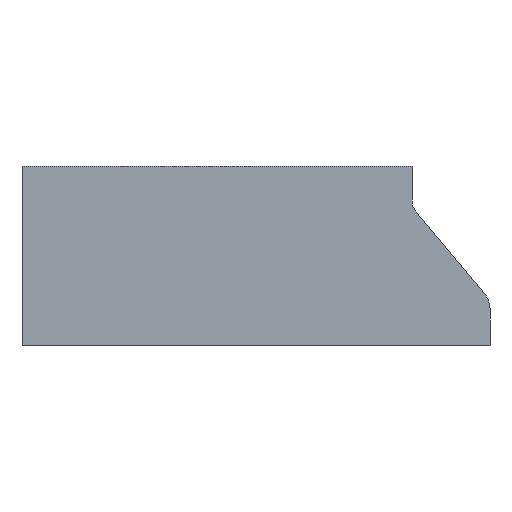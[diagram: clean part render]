
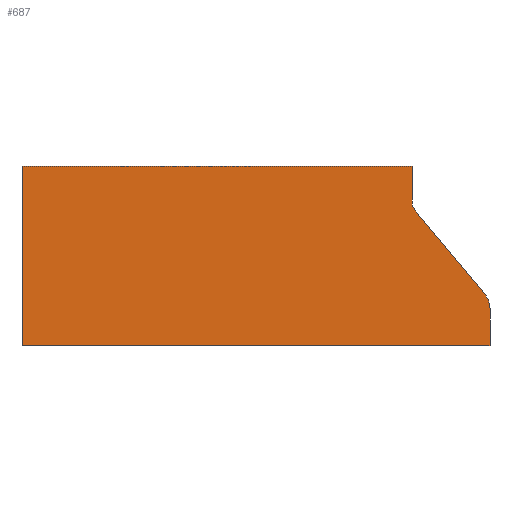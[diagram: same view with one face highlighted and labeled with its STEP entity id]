
A CAD part, front view. The second image highlights one B-rep face of the part: STEP entity #687.
In plain terms, the highlighted planar face has unit normal (0, -1, 0).
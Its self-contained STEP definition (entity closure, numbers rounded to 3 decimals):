
#33 = AXIS2_PLACEMENT_3D ( 'NONE', #1144, #1142, #1128 ) ;
#34 = AXIS2_PLACEMENT_3D ( 'NONE', #1060, #1010, #1009 ) ;
#61 = EDGE_CURVE ( 'NONE', #148, #142, #344, .T. ) ;
#142 = VERTEX_POINT ( 'NONE', #1240 ) ;
#144 = VERTEX_POINT ( 'NONE', #1300 ) ;
#148 = VERTEX_POINT ( 'NONE', #1305 ) ;
#152 = VERTEX_POINT ( 'NONE', #1400 ) ;
#153 = VERTEX_POINT ( 'NONE', #1433 ) ;
#191 = VERTEX_POINT ( 'NONE', #1341 ) ;
#196 = VERTEX_POINT ( 'NONE', #1410 ) ;
#199 = VERTEX_POINT ( 'NONE', #1413 ) ;
#253 = EDGE_LOOP ( 'NONE', ( #1648, #1647, #1646, #1645, #1644, #1643, #1642, #1641 ) ) ;
#344 = LINE ( 'NONE', #1233, #349 ) ;
#349 = VECTOR ( 'NONE', #1431, 1000. ) ;
#405 = FACE_OUTER_BOUND ( 'NONE', #253, .T. ) ;
#466 = LINE ( 'NONE', #1072, #469 ) ;
#469 = VECTOR ( 'NONE', #1034, 1000. ) ;
#472 = LINE ( 'NONE', #1054, #475 ) ;
#475 = VECTOR ( 'NONE', #1053, 1000. ) ;
#484 = LINE ( 'NONE', #1051, #491 ) ;
#491 = VECTOR ( 'NONE', #1141, 1000. ) ;
#492 = LINE ( 'NONE', #988, #495 ) ;
#495 = VECTOR ( 'NONE', #990, 1000. ) ;
#502 = CIRCLE ( 'NONE', #34, 20. ) ;
#509 = CIRCLE ( 'NONE', #33, 30. ) ;
#541 = LINE ( 'NONE', #1028, #546 ) ;
#546 = VECTOR ( 'NONE', #1125, 1000. ) ;
#687 = ADVANCED_FACE ( 'NONE', ( #405 ), #1223, .F. ) ;
#824 = AXIS2_PLACEMENT_3D ( 'NONE', #1225, #1219, #1218 ) ;
#828 = EDGE_CURVE ( 'NONE', #144, #153, #466, .T. ) ;
#831 = EDGE_CURVE ( 'NONE', #148, #196, #472, .T. ) ;
#839 = EDGE_CURVE ( 'NONE', #196, #144, #484, .T. ) ;
#988 = CARTESIAN_POINT ( 'NONE',  ( 754.636, 0., -57.304 ) ) ;
#990 = DIRECTION ( 'NONE',  ( -0.64, 0., 0.768 ) ) ;
#1009 = DIRECTION ( 'NONE',  ( 0., 0., 1. ) ) ;
#1010 = DIRECTION ( 'NONE',  ( 0., 1., 0. ) ) ;
#1028 = CARTESIAN_POINT ( 'NONE',  ( 750., 0., 0. ) ) ;
#1034 = DIRECTION ( 'NONE',  ( 1., 0., 0. ) ) ;
#1051 = CARTESIAN_POINT ( 'NONE',  ( 250., 0., 0. ) ) ;
#1053 = DIRECTION ( 'NONE',  ( -1., 0., 0. ) ) ;
#1054 = CARTESIAN_POINT ( 'NONE',  ( -350., 0., -230. ) ) ;
#1060 = CARTESIAN_POINT ( 'NONE',  ( 770., 0., -44.501 ) ) ;
#1072 = CARTESIAN_POINT ( 'NONE',  ( -250., 0., 0. ) ) ;
#1125 = DIRECTION ( 'NONE',  ( 0., 0., 1. ) ) ;
#1128 = DIRECTION ( 'NONE',  ( 0., 0., 1. ) ) ;
#1141 = DIRECTION ( 'NONE',  ( 0., 0., 1. ) ) ;
#1142 = DIRECTION ( 'NONE',  ( 0., -1., 0. ) ) ;
#1144 = CARTESIAN_POINT ( 'NONE',  ( 820., 0., -182.603 ) ) ;
#1185 = EDGE_CURVE ( 'NONE', #191, #199, #492, .T. ) ;
#1191 = EDGE_CURVE ( 'NONE', #199, #152, #502, .T. ) ;
#1196 = EDGE_CURVE ( 'NONE', #142, #191, #509, .T. ) ;
#1218 = DIRECTION ( 'NONE',  ( 0., 0., 1. ) ) ;
#1219 = DIRECTION ( 'NONE',  ( 0., 1., 0. ) ) ;
#1223 = PLANE ( 'NONE',  #824 ) ;
#1225 = CARTESIAN_POINT ( 'NONE',  ( -270., 0., -44.501 ) ) ;
#1233 = CARTESIAN_POINT ( 'NONE',  ( 850., 0., -182.603 ) ) ;
#1240 = CARTESIAN_POINT ( 'NONE',  ( 850., 0., -182.603 ) ) ;
#1300 = CARTESIAN_POINT ( 'NONE',  ( 250., 0., 0. ) ) ;
#1305 = CARTESIAN_POINT ( 'NONE',  ( 850., 0., -230. ) ) ;
#1341 = CARTESIAN_POINT ( 'NONE',  ( 843.047, 0., -163.398 ) ) ;
#1400 = CARTESIAN_POINT ( 'NONE',  ( 750., 0., -44.501 ) ) ;
#1410 = CARTESIAN_POINT ( 'NONE',  ( 250., 0., -230. ) ) ;
#1413 = CARTESIAN_POINT ( 'NONE',  ( 754.636, 0., -57.304 ) ) ;
#1431 = DIRECTION ( 'NONE',  ( 0., 0., 1. ) ) ;
#1433 = CARTESIAN_POINT ( 'NONE',  ( 750., 0., 0. ) ) ;
#1473 = EDGE_CURVE ( 'NONE', #152, #153, #541, .T. ) ;
#1641 = ORIENTED_EDGE ( 'NONE', *, *, #1473, .T. ) ;
#1642 = ORIENTED_EDGE ( 'NONE', *, *, #1191, .T. ) ;
#1643 = ORIENTED_EDGE ( 'NONE', *, *, #1185, .T. ) ;
#1644 = ORIENTED_EDGE ( 'NONE', *, *, #1196, .T. ) ;
#1645 = ORIENTED_EDGE ( 'NONE', *, *, #61, .T. ) ;
#1646 = ORIENTED_EDGE ( 'NONE', *, *, #831, .F. ) ;
#1647 = ORIENTED_EDGE ( 'NONE', *, *, #839, .F. ) ;
#1648 = ORIENTED_EDGE ( 'NONE', *, *, #828, .F. ) ;
